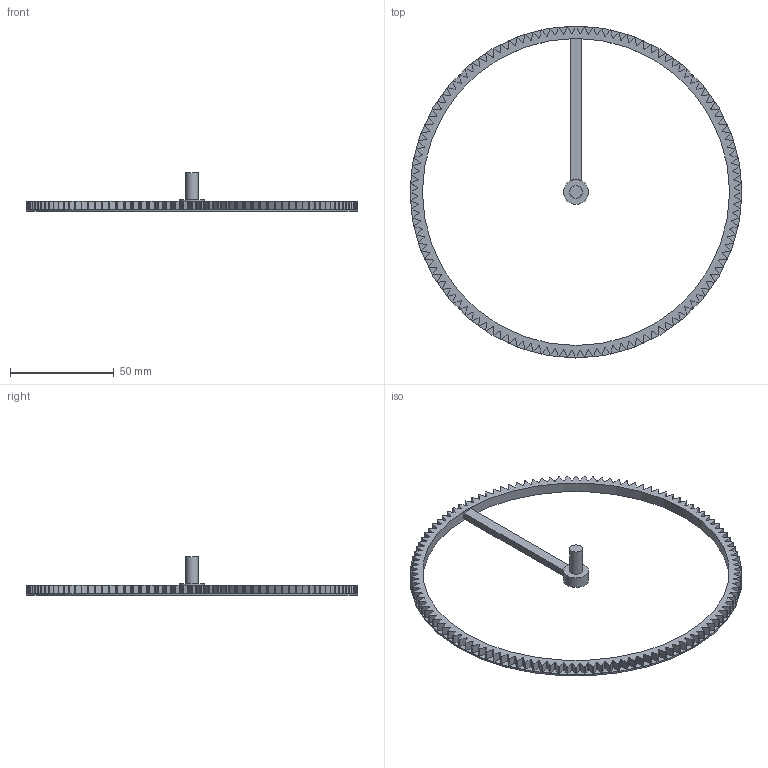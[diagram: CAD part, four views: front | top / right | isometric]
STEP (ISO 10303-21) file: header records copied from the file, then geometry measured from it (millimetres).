
FILE_DESCRIPTION(/* description */ (''),/* implementation_level */ '2;1');
FILE_NAME(/* name */ 'rot-hollow2-m.step',/* time_stamp */ '2021-03-19T21:45:18+01:00',/* author */ (''),/* organization */ (''),/* preprocessor_version */ 'ST-DEVELOPER v18.1',/* originating_system */ 'Autodesk Translation Framework v9.10.0.1330',/* authorisation */ '');
FILE_SCHEMA (('AUTOMOTIVE_DESIGN { 1 0 10303 214 3 1 1 }'));
Length unit declared in the file: millimetre
Products named in the file (2): rot-hollow2-m; Component1
Assembly tree (1 placements, depth 2):
  rot-hollow2-m
    Component1
Bounding box: 160 x 160 x 18.73 mm (x, y, z)
Volume: 12447.4 mm3; surface area: 14395.4 mm2
Topology: 1 solids, 1 shells, 494 faces, 1464 edges, 976 vertices
Faces by surface type: plane 250, cylinder 244
Full cylindrical faces by diameter (mm): 6 x1, 12 x1, 148 x1, 160 x1
Entity records: 16717 total; most frequent: DIRECTION 2950, CARTESIAN_POINT 2937, ORIENTED_EDGE 2928, EDGE_CURVE 1464, AXIS2_PLACEMENT_3D 989, VERTEX_POINT 976, LINE 972, VECTOR 972
